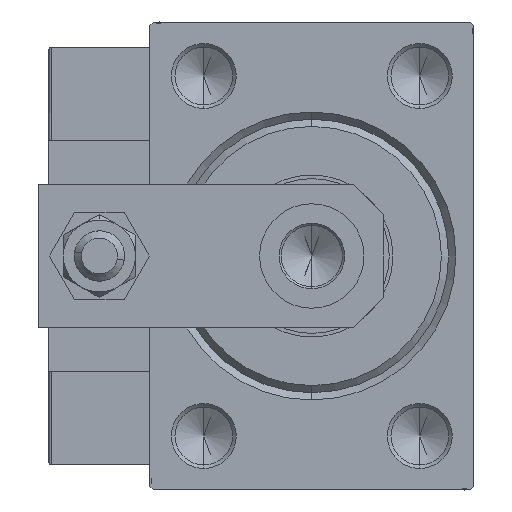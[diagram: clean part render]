
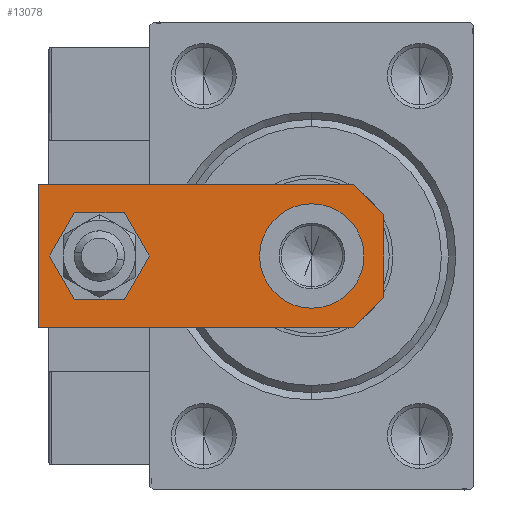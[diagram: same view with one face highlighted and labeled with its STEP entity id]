
A CAD part, left-side view. The second image highlights one B-rep face of the part: STEP entity #13078.
In plain terms, the highlighted face is planar.
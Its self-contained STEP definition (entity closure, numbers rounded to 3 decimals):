
#377 = DIRECTION ( 'NONE',  ( 0., 0., 1. ) ) ;
#1325 = CARTESIAN_POINT ( 'NONE',  ( -10., 48., 6. ) ) ;
#1745 = CARTESIAN_POINT ( 'NONE',  ( 0., 10., 6. ) ) ;
#1896 = DIRECTION ( 'NONE',  ( 0.707, 0.707, 0. ) ) ;
#2074 = EDGE_LOOP ( 'NONE', ( #19480, #13164 ) ) ;
#2282 = EDGE_LOOP ( 'NONE', ( #39732, #6209, #33148, #5285, #23124, #49258 ) ) ;
#4181 = LINE ( 'NONE', #36256, #12652 ) ;
#4303 = DIRECTION ( 'NONE',  ( 1., 0., 0. ) ) ;
#5285 = ORIENTED_EDGE ( 'NONE', *, *, #26901, .T. ) ;
#5594 = DIRECTION ( 'NONE',  ( 0.707, -0.707, 0. ) ) ;
#5685 = DIRECTION ( 'NONE',  ( 0., 0., 1. ) ) ;
#6035 = VERTEX_POINT ( 'NONE', #37168 ) ;
#6209 = ORIENTED_EDGE ( 'NONE', *, *, #7627, .T. ) ;
#7450 = VERTEX_POINT ( 'NONE', #19304 ) ;
#7627 = EDGE_CURVE ( 'NONE', #6035, #25685, #21103, .T. ) ;
#10045 = EDGE_CURVE ( 'NONE', #39378, #24661, #16154, .T. ) ;
#10310 = CARTESIAN_POINT ( 'NONE',  ( -2.88, -2.88, 6. ) ) ;
#10627 = VERTEX_POINT ( 'NONE', #51048 ) ;
#11080 = EDGE_LOOP ( 'NONE', ( #51344, #42002 ) ) ;
#11264 = AXIS2_PLACEMENT_3D ( 'NONE', #40301, #377, #4303 ) ;
#12652 = VECTOR ( 'NONE', #31805, 1000. ) ;
#12825 = VECTOR ( 'NONE', #17353, 1000. ) ;
#12957 = CARTESIAN_POINT ( 'NONE',  ( -7.25, 10., 6. ) ) ;
#13078 = ADVANCED_FACE ( 'NONE', ( #18133, #34171, #42802 ), #18386, .T. ) ;
#13164 = ORIENTED_EDGE ( 'NONE', *, *, #36296, .F. ) ;
#13208 = LINE ( 'NONE', #45778, #24562 ) ;
#14956 = VECTOR ( 'NONE', #40513, 1000. ) ;
#16154 = CIRCLE ( 'NONE', #37140, 7.25 ) ;
#16284 = EDGE_CURVE ( 'NONE', #49580, #38438, #49491, .T. ) ;
#17353 = DIRECTION ( 'NONE',  ( 0., -1., 0. ) ) ;
#18072 = CIRCLE ( 'NONE', #44106, 4. ) ;
#18082 = DIRECTION ( 'NONE',  ( 1., 0., 0. ) ) ;
#18133 = FACE_BOUND ( 'NONE', #2074, .T. ) ;
#18386 = PLANE ( 'NONE',  #35619 ) ;
#19304 = CARTESIAN_POINT ( 'NONE',  ( 4., 39.5, 6. ) ) ;
#19480 = ORIENTED_EDGE ( 'NONE', *, *, #29756, .F. ) ;
#19650 = CARTESIAN_POINT ( 'NONE',  ( -5.76, 0., 6. ) ) ;
#20814 = LINE ( 'NONE', #32909, #14956 ) ;
#21103 = LINE ( 'NONE', #10310, #22811 ) ;
#21720 = DIRECTION ( 'NONE',  ( 1., 0., 0. ) ) ;
#21756 = CARTESIAN_POINT ( 'NONE',  ( 0., 39.5, 6. ) ) ;
#22583 = CARTESIAN_POINT ( 'NONE',  ( 0., 0., 6. ) ) ;
#22811 = VECTOR ( 'NONE', #5594, 1000. ) ;
#22861 = CARTESIAN_POINT ( 'NONE',  ( 0., 10., 6. ) ) ;
#22916 = CARTESIAN_POINT ( 'NONE',  ( 7.25, 10., 6. ) ) ;
#23124 = ORIENTED_EDGE ( 'NONE', *, *, #16284, .T. ) ;
#24562 = VECTOR ( 'NONE', #1896, 1000. ) ;
#24661 = VERTEX_POINT ( 'NONE', #12957 ) ;
#25119 = AXIS2_PLACEMENT_3D ( 'NONE', #1745, #5685, #21720 ) ;
#25685 = VERTEX_POINT ( 'NONE', #19650 ) ;
#26901 = EDGE_CURVE ( 'NONE', #10627, #49580, #13208, .T. ) ;
#27286 = EDGE_CURVE ( 'NONE', #33890, #6035, #41759, .T. ) ;
#29756 = EDGE_CURVE ( 'NONE', #50103, #7450, #33925, .T. ) ;
#30500 = DIRECTION ( 'NONE',  ( 1., 0., 0. ) ) ;
#31805 = DIRECTION ( 'NONE',  ( 1., 0., 0. ) ) ;
#32909 = CARTESIAN_POINT ( 'NONE',  ( 10., 48., 6. ) ) ;
#33148 = ORIENTED_EDGE ( 'NONE', *, *, #49263, .T. ) ;
#33760 = CARTESIAN_POINT ( 'NONE',  ( -10., 48., 6. ) ) ;
#33890 = VERTEX_POINT ( 'NONE', #33760 ) ;
#33925 = CIRCLE ( 'NONE', #11264, 4. ) ;
#34171 = FACE_OUTER_BOUND ( 'NONE', #2282, .T. ) ;
#34353 = CIRCLE ( 'NONE', #25119, 7.25 ) ;
#34426 = DIRECTION ( 'NONE',  ( 0., 0., 1. ) ) ;
#35619 = AXIS2_PLACEMENT_3D ( 'NONE', #22583, #34426, #50173 ) ;
#36256 = CARTESIAN_POINT ( 'NONE',  ( -10., 0., 6. ) ) ;
#36296 = EDGE_CURVE ( 'NONE', #7450, #50103, #18072, .T. ) ;
#37140 = AXIS2_PLACEMENT_3D ( 'NONE', #22861, #38895, #30500 ) ;
#37156 = DIRECTION ( 'NONE',  ( 0., 1., 0. ) ) ;
#37168 = CARTESIAN_POINT ( 'NONE',  ( -10., 4.24, 6. ) ) ;
#38438 = VERTEX_POINT ( 'NONE', #42335 ) ;
#38895 = DIRECTION ( 'NONE',  ( 0., 0., 1. ) ) ;
#39378 = VERTEX_POINT ( 'NONE', #22916 ) ;
#39732 = ORIENTED_EDGE ( 'NONE', *, *, #27286, .T. ) ;
#40301 = CARTESIAN_POINT ( 'NONE',  ( 0., 39.5, 6. ) ) ;
#40513 = DIRECTION ( 'NONE',  ( -1., 0., 0. ) ) ;
#41727 = DIRECTION ( 'NONE',  ( 0., 0., 1. ) ) ;
#41759 = LINE ( 'NONE', #1325, #12825 ) ;
#42002 = ORIENTED_EDGE ( 'NONE', *, *, #10045, .F. ) ;
#42335 = CARTESIAN_POINT ( 'NONE',  ( 10., 48., 6. ) ) ;
#42424 = EDGE_CURVE ( 'NONE', #38438, #33890, #20814, .T. ) ;
#42802 = FACE_BOUND ( 'NONE', #11080, .T. ) ;
#43872 = CARTESIAN_POINT ( 'NONE',  ( -4., 39.5, 6. ) ) ;
#44106 = AXIS2_PLACEMENT_3D ( 'NONE', #21756, #41727, #18082 ) ;
#44638 = EDGE_CURVE ( 'NONE', #24661, #39378, #34353, .T. ) ;
#45778 = CARTESIAN_POINT ( 'NONE',  ( 2.88, -2.88, 6. ) ) ;
#47995 = CARTESIAN_POINT ( 'NONE',  ( 10., 4.24, 6. ) ) ;
#48263 = VECTOR ( 'NONE', #37156, 1000. ) ;
#48447 = CARTESIAN_POINT ( 'NONE',  ( 10., 0., 6. ) ) ;
#49258 = ORIENTED_EDGE ( 'NONE', *, *, #42424, .T. ) ;
#49263 = EDGE_CURVE ( 'NONE', #25685, #10627, #4181, .T. ) ;
#49491 = LINE ( 'NONE', #48447, #48263 ) ;
#49580 = VERTEX_POINT ( 'NONE', #47995 ) ;
#50103 = VERTEX_POINT ( 'NONE', #43872 ) ;
#50173 = DIRECTION ( 'NONE',  ( 1., 0., 0. ) ) ;
#51048 = CARTESIAN_POINT ( 'NONE',  ( 5.76, 0., 6. ) ) ;
#51344 = ORIENTED_EDGE ( 'NONE', *, *, #44638, .F. ) ;
